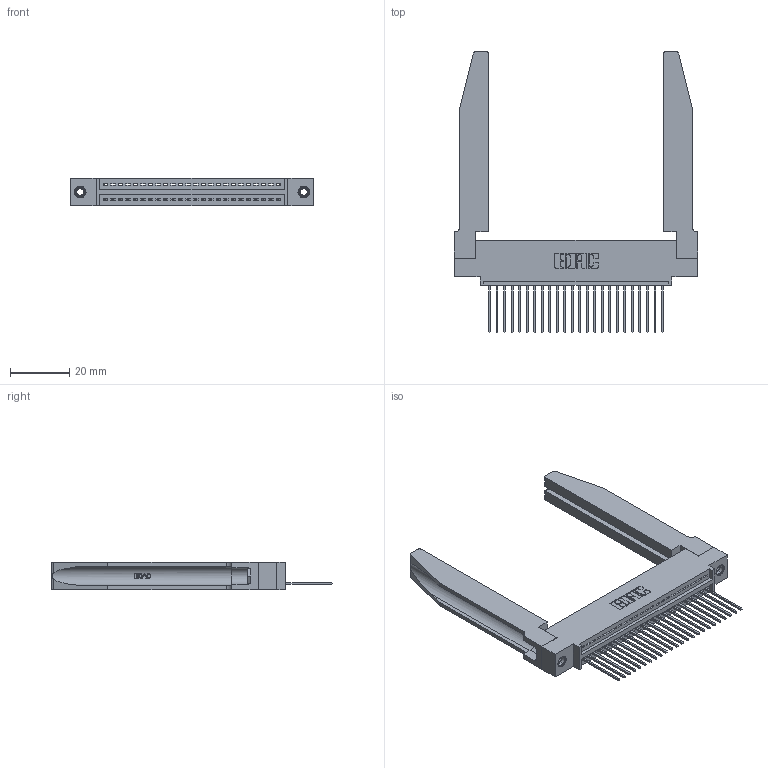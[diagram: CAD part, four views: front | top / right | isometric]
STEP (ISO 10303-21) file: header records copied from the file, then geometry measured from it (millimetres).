
FILE_DESCRIPTION (( 'STEP AP203' ), '1' );
FILE_NAME ('395-024-542-478.STEP', '2019-10-18T06:33:44', ( '' ), ( '' ), 'SwSTEP 2.0', 'SolidWorks 2016', '' );
FILE_SCHEMA (( 'CONFIG_CONTROL_DESIGN' ));
Length unit declared in the file: inch
Products named in the file (5): 345-250-001_345-250-001-102; 395-024-542-478; 345-292-001_345-293-142; 345 Part_0.110 Offset - 0.156 Dia-TH; 345-220-078_345-220-078
Assembly tree (29 placements, depth 2):
  395-024-542-478
    345 Part_0.110 Offset - 0.156 Dia-TH
    345-292-001_345-293-142  x24
    345-250-001_345-250-001-102  x2
    345-220-078_345-220-078  x2
Bounding box: 82.19 x 95.05 x 9.4 mm (x, y, z)
Volume: 15410 mm3; surface area: 17172.7 mm2
Topology: 29 solids, 29 shells, 1756 faces, 5185 edges, 3414 vertices
Faces by surface type: plane 1186, cylinder 518, bspline 36, cone 12, torus 4
Entity records: 25376 total; most frequent: CARTESIAN_POINT 5295, ORIENTED_EDGE 4150, DIRECTION 3657, EDGE_CURVE 2075, VECTOR 1753, LINE 1753, VERTEX_POINT 1376, AXIS2_PLACEMENT_3D 952
